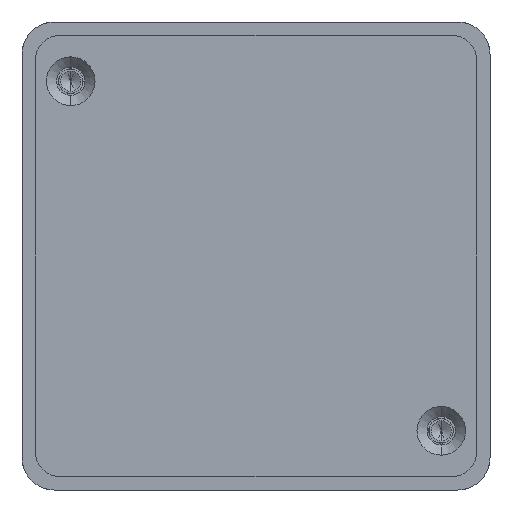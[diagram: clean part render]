
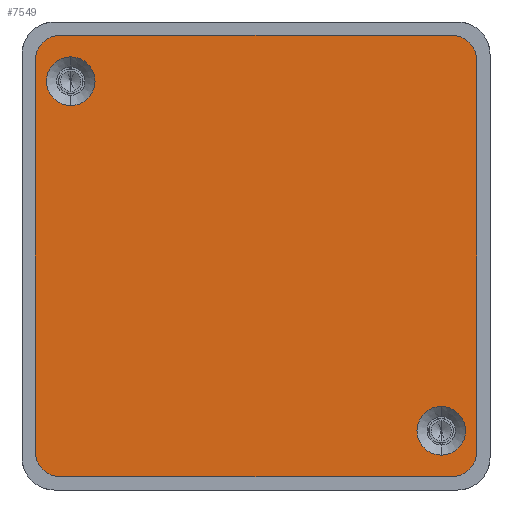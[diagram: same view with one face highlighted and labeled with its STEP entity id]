
A CAD part, left-side view. The second image highlights one B-rep face of the part: STEP entity #7549.
In plain terms, the highlighted planar face has unit normal (-1, 0, 0).
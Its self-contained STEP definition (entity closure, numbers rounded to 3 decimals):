
#813=DIRECTION('',(0.,0.,1.));
#814=VECTOR('',#813,48.5);
#815=CARTESIAN_POINT('',(-19.6,-32.35,-24.25));
#816=LINE('',#815,#814);
#825=CARTESIAN_POINT('',(-19.6,17.78,21.59));
#826=DIRECTION('',(1.,0.,0.));
#827=DIRECTION('',(0.,0.,-1.));
#828=AXIS2_PLACEMENT_3D('',#825,#826,#827);
#830=CARTESIAN_POINT('',(-19.6,17.78,21.59));
#831=DIRECTION('',(1.,0.,0.));
#832=DIRECTION('',(0.,0.,1.));
#833=AXIS2_PLACEMENT_3D('',#830,#831,#832);
#835=CARTESIAN_POINT('',(-19.6,-27.98,-21.59));
#836=DIRECTION('',(1.,0.,0.));
#837=DIRECTION('',(0.,0.,-1.));
#838=AXIS2_PLACEMENT_3D('',#835,#836,#837);
#840=CARTESIAN_POINT('',(-19.6,-27.98,-21.59));
#841=DIRECTION('',(1.,0.,0.));
#842=DIRECTION('',(0.,0.,1.));
#843=AXIS2_PLACEMENT_3D('',#840,#841,#842);
#4351=CARTESIAN_POINT('',(-19.6,-29.35,-24.25));
#4352=DIRECTION('',(1.,0.,0.));
#4353=DIRECTION('',(0.,-1.,0.));
#4354=AXIS2_PLACEMENT_3D('',#4351,#4352,#4353);
#4361=DIRECTION('',(0.,-1.,0.));
#4362=VECTOR('',#4361,48.5);
#4363=CARTESIAN_POINT('',(-19.6,19.15,-27.25));
#4364=LINE('',#4363,#4362);
#4373=CARTESIAN_POINT('',(-19.6,19.15,-24.25));
#4374=DIRECTION('',(1.,0.,0.));
#4375=DIRECTION('',(0.,0.,-1.));
#4376=AXIS2_PLACEMENT_3D('',#4373,#4374,#4375);
#4383=DIRECTION('',(0.,0.,-1.));
#4384=VECTOR('',#4383,48.5);
#4385=CARTESIAN_POINT('',(-19.6,22.15,24.25));
#4386=LINE('',#4385,#4384);
#4395=CARTESIAN_POINT('',(-19.6,19.15,24.25));
#4396=DIRECTION('',(1.,0.,0.));
#4397=DIRECTION('',(0.,1.,0.));
#4398=AXIS2_PLACEMENT_3D('',#4395,#4396,#4397);
#4405=DIRECTION('',(0.,1.,0.));
#4406=VECTOR('',#4405,48.5);
#4407=CARTESIAN_POINT('',(-19.6,-29.35,27.25));
#4408=LINE('',#4407,#4406);
#4417=CARTESIAN_POINT('',(-19.6,-29.35,24.25));
#4418=DIRECTION('',(1.,0.,0.));
#4419=DIRECTION('',(0.,0.,1.));
#4420=AXIS2_PLACEMENT_3D('',#4417,#4418,#4419);
#6849=CARTESIAN_POINT('',(-19.6,17.78,18.59));
#6850=CARTESIAN_POINT('',(-19.6,17.78,24.59));
#6851=VERTEX_POINT('',#6849);
#6852=VERTEX_POINT('',#6850);
#6857=CARTESIAN_POINT('',(-19.6,-27.98,-24.59));
#6858=CARTESIAN_POINT('',(-19.6,-27.98,-18.59));
#6859=VERTEX_POINT('',#6857);
#6860=VERTEX_POINT('',#6858);
#6917=CARTESIAN_POINT('',(-19.6,-32.35,-24.25));
#6918=CARTESIAN_POINT('',(-19.6,-32.35,24.25));
#6919=VERTEX_POINT('',#6917);
#6920=VERTEX_POINT('',#6918);
#6921=CARTESIAN_POINT('',(-19.6,-29.35,27.25));
#6922=CARTESIAN_POINT('',(-19.6,19.15,27.25));
#6923=VERTEX_POINT('',#6921);
#6924=VERTEX_POINT('',#6922);
#6925=CARTESIAN_POINT('',(-19.6,22.15,24.25));
#6926=CARTESIAN_POINT('',(-19.6,22.15,-24.25));
#6927=VERTEX_POINT('',#6925);
#6928=VERTEX_POINT('',#6926);
#6929=CARTESIAN_POINT('',(-19.6,19.15,-27.25));
#6930=CARTESIAN_POINT('',(-19.6,-29.35,-27.25));
#6931=VERTEX_POINT('',#6929);
#6932=VERTEX_POINT('',#6930);
#7515=CARTESIAN_POINT('',(-19.6,-5.1,0.));
#7516=DIRECTION('',(1.,0.,0.));
#7517=DIRECTION('',(0.,0.,-1.));
#7518=AXIS2_PLACEMENT_3D('',#7515,#7516,#7517);
#7519=PLANE('',#7518);
#7520=ORIENTED_EDGE('',*,*,#7505,.F.);
#7522=ORIENTED_EDGE('',*,*,#7521,.T.);
#7524=ORIENTED_EDGE('',*,*,#7523,.F.);
#7526=ORIENTED_EDGE('',*,*,#7525,.T.);
#7528=ORIENTED_EDGE('',*,*,#7527,.F.);
#7530=ORIENTED_EDGE('',*,*,#7529,.T.);
#7532=ORIENTED_EDGE('',*,*,#7531,.F.);
#7534=ORIENTED_EDGE('',*,*,#7533,.T.);
#7535=EDGE_LOOP('',(#7520,#7522,#7524,#7526,#7528,#7530,#7532,#7534));
#7536=FACE_OUTER_BOUND('',#7535,.F.);
#7538=ORIENTED_EDGE('',*,*,#7537,.F.);
#7540=ORIENTED_EDGE('',*,*,#7539,.F.);
#7541=EDGE_LOOP('',(#7538,#7540));
#7542=FACE_BOUND('',#7541,.F.);
#7544=ORIENTED_EDGE('',*,*,#7543,.F.);
#7546=ORIENTED_EDGE('',*,*,#7545,.F.);
#7547=EDGE_LOOP('',(#7544,#7546));
#7548=FACE_BOUND('',#7547,.F.);
#7549=ADVANCED_FACE('',(#7536,#7542,#7548),#7519,.F.);
#829=CIRCLE('',#828,3.);
#834=CIRCLE('',#833,3.);
#839=CIRCLE('',#838,3.);
#844=CIRCLE('',#843,3.);
#4355=CIRCLE('',#4354,3.);
#4377=CIRCLE('',#4376,3.);
#4399=CIRCLE('',#4398,3.);
#4421=CIRCLE('',#4420,3.);
#7505=EDGE_CURVE('',#6919,#6920,#816,.T.);
#7521=EDGE_CURVE('',#6919,#6932,#4355,.T.);
#7523=EDGE_CURVE('',#6931,#6932,#4364,.T.);
#7525=EDGE_CURVE('',#6931,#6928,#4377,.T.);
#7527=EDGE_CURVE('',#6927,#6928,#4386,.T.);
#7529=EDGE_CURVE('',#6927,#6924,#4399,.T.);
#7531=EDGE_CURVE('',#6923,#6924,#4408,.T.);
#7533=EDGE_CURVE('',#6923,#6920,#4421,.T.);
#7537=EDGE_CURVE('',#6851,#6852,#829,.T.);
#7539=EDGE_CURVE('',#6852,#6851,#834,.T.);
#7543=EDGE_CURVE('',#6859,#6860,#839,.T.);
#7545=EDGE_CURVE('',#6860,#6859,#844,.T.);
